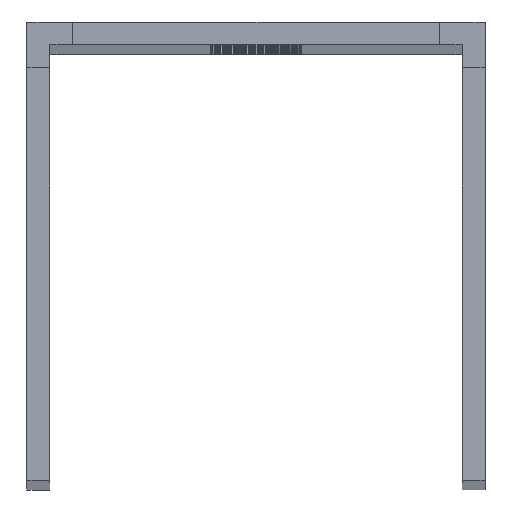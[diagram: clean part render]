
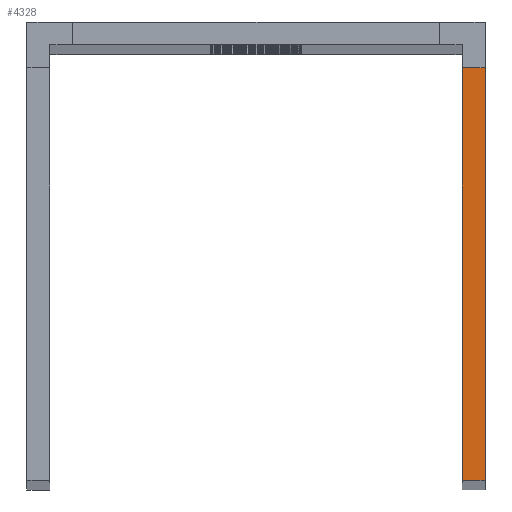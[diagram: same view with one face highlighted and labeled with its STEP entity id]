
A CAD part, top view. The second image highlights one B-rep face of the part: STEP entity #4328.
In plain terms, the highlighted planar face has unit normal (0, 0, 1).
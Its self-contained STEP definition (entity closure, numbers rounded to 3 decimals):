
#563=FACE_OUTER_BOUND('',#851,.T.);
#851=EDGE_LOOP('',(#3792,#3793,#3794,#3795));
#861=LINE('',#5910,#1269);
#1010=LINE('',#6447,#1418);
#1015=LINE('',#6456,#1423);
#1262=LINE('',#7069,#1670);
#1269=VECTOR('',#4743,10.);
#1418=VECTOR('',#5142,10.);
#1423=VECTOR('',#5149,10.);
#1670=VECTOR('',#5882,10.);
#1676=VERTEX_POINT('',#5906);
#1678=VERTEX_POINT('',#5909);
#1941=VERTEX_POINT('',#6445);
#1944=VERTEX_POINT('',#6454);
#2069=EDGE_CURVE('',#1678,#1676,#861,.T.);
#2338=EDGE_CURVE('',#1676,#1941,#1010,.T.);
#2343=EDGE_CURVE('',#1941,#1944,#1015,.T.);
#2650=EDGE_CURVE('',#1944,#1678,#1262,.T.);
#3792=ORIENTED_EDGE('',*,*,#2338,.T.);
#3793=ORIENTED_EDGE('',*,*,#2343,.T.);
#3794=ORIENTED_EDGE('',*,*,#2650,.T.);
#3795=ORIENTED_EDGE('',*,*,#2069,.T.);
#3931=PLANE('',#4729);
#4328=ADVANCED_FACE('',(#563),#3931,.T.);
#4729=AXIS2_PLACEMENT_3D('',#7068,#5880,#5881);
#4743=DIRECTION('',(0.,1.,0.));
#5142=DIRECTION('',(-1.,0.,0.));
#5149=DIRECTION('',(0.,-1.,0.));
#5880=DIRECTION('center_axis',(0.,0.,1.));
#5881=DIRECTION('ref_axis',(1.,0.,0.));
#5882=DIRECTION('',(1.,0.,0.));
#5906=CARTESIAN_POINT('',(50.,45.,600.));
#5909=CARTESIAN_POINT('',(50.,0.,600.));
#5910=CARTESIAN_POINT('',(50.,140.407,600.));
#6445=CARTESIAN_POINT('',(47.5,45.,600.));
#6447=CARTESIAN_POINT('',(47.906,45.,600.));
#6454=CARTESIAN_POINT('',(47.5,0.,600.));
#6456=CARTESIAN_POINT('',(47.5,140.407,600.));
#7068=CARTESIAN_POINT('Origin',(5.,50.,600.));
#7069=CARTESIAN_POINT('',(47.5,0.,600.));
